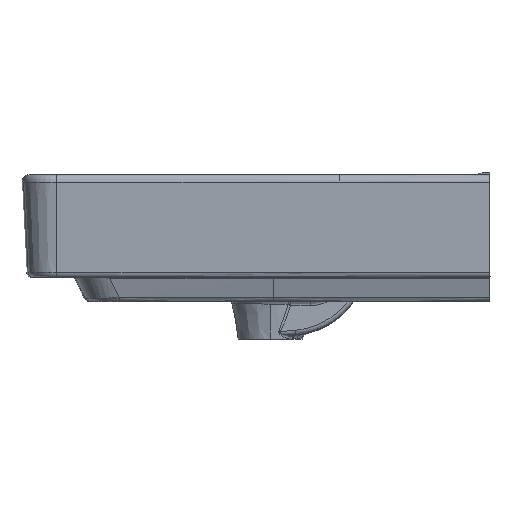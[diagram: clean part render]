
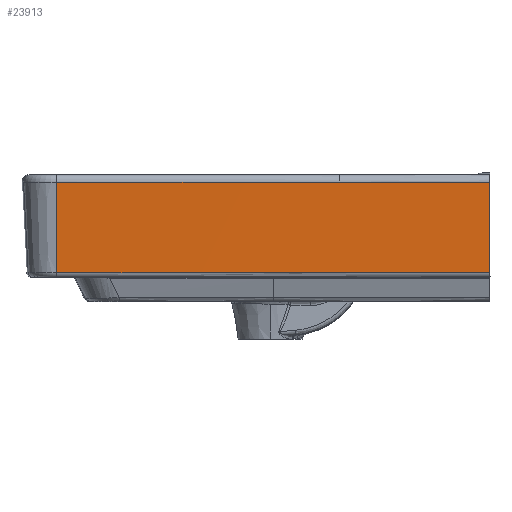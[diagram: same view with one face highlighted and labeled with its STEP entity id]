
A CAD part, left-side view. The second image highlights one B-rep face of the part: STEP entity #23913.
In plain terms, the highlighted conical face has half-angle 3 degrees and reference radius 14232.3 mm.
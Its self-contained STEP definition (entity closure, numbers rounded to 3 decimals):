
#18861=CARTESIAN_POINT('Vertex',(-347.591,-225.,117.697)) ;
#18864=CARTESIAN_POINT('Line Origine',(-345.168,-225.,71.467)) ;
#18868=CARTESIAN_POINT('Vertex',(-342.745,-225.,25.238)) ;
#21096=CARTESIAN_POINT('Vertex',(-349.342,-70.613,117.607)) ;
#21100=CARTESIAN_POINT('Control Point',(-349.342,-70.613,117.608)) ;
#21101=CARTESIAN_POINT('Control Point',(-349.25,-86.071,117.608)) ;
#21102=CARTESIAN_POINT('Control Point',(-349.137,-101.525,117.608)) ;
#21103=CARTESIAN_POINT('Control Point',(-348.913,-127.487,117.617)) ;
#21104=CARTESIAN_POINT('Control Point',(-348.63,-153.455,117.635)) ;
#21105=CARTESIAN_POINT('Control Point',(-348.223,-184.33,117.66)) ;
#21106=CARTESIAN_POINT('Control Point',(-347.998,-199.763,117.673)) ;
#21107=CARTESIAN_POINT('Control Point',(-347.754,-215.181,117.687)) ;
#21108=CARTESIAN_POINT('Control Point',(-347.673,-220.089,117.692)) ;
#21109=CARTESIAN_POINT('Control Point',(-347.591,-225.,117.697)) ;
#21129=CARTESIAN_POINT('Vertex',(-348.119,218.873,117.607)) ;
#21145=CARTESIAN_POINT('Vertex',(-343.278,218.803,25.238)) ;
#21148=CARTESIAN_POINT('Line Origine',(-131157.367,2102.114,2496365.417)) ;
#21187=CARTESIAN_POINT('Axis2P3D Location',(13882.25,14.,117.607)) ;
#21538=CARTESIAN_POINT('Axis2P3D Location',(13882.25,14.,25.238)) ;
#23901=CARTESIAN_POINT('Axis2P3D Location',(13882.25,14.,125.5)) ;
#18866=VECTOR('Line Direction',#18865,1.) ;
#21150=VECTOR('Line Direction',#21149,1.) ;
#18865=DIRECTION('Vector Direction',(0.052,0.,-0.999)) ;
#21149=DIRECTION('Vector Direction',(-0.052,0.001,0.999)) ;
#21188=DIRECTION('Axis2P3D Direction',(0.,0.,-1.)) ;
#21539=DIRECTION('Axis2P3D Direction',(0.,0.,-1.)) ;
#23902=DIRECTION('Axis2P3D Direction',(0.,0.,1.)) ;
#23903=DIRECTION('Axis2P3D XDirection',(-1.,0.014,0.)) ;
#21189=AXIS2_PLACEMENT_3D('Circle Axis2P3D',#21187,#21188,$) ;
#21540=AXIS2_PLACEMENT_3D('Circle Axis2P3D',#21538,#21539,$) ;
#23904=AXIS2_PLACEMENT_3D('Cone Axis2P3D',#23901,#23902,#23903) ;
#18867=LINE('Line',#18864,#18866) ;
#21151=LINE('Line',#21148,#21150) ;
#21190=CIRCLE('generated circle',#21189,14231.843) ;
#21541=CIRCLE('generated circle',#21540,14227.002) ;
#23905=CONICAL_SURFACE('Cone',#23904,14232.257,0.052) ;
#18870=EDGE_CURVE('',#18862,#18869,#18867,.T.) ;
#21110=EDGE_CURVE('',#18862,#21097,#21099,.F.) ;
#21152=EDGE_CURVE('',#21146,#21130,#21151,.T.) ;
#21191=EDGE_CURVE('',#21097,#21130,#21190,.T.) ;
#21542=EDGE_CURVE('',#21146,#18869,#21541,.F.) ;
#23907=ORIENTED_EDGE('',*,*,#21191,.T.) ;
#23908=ORIENTED_EDGE('',*,*,#21152,.F.) ;
#23909=ORIENTED_EDGE('',*,*,#21542,.T.) ;
#23910=ORIENTED_EDGE('',*,*,#18870,.F.) ;
#23911=ORIENTED_EDGE('',*,*,#21110,.T.) ;
#23906=EDGE_LOOP('',(#23907,#23908,#23909,#23910,#23911)) ;
#18862=VERTEX_POINT('',#18861) ;
#18869=VERTEX_POINT('',#18868) ;
#21097=VERTEX_POINT('',#21096) ;
#21130=VERTEX_POINT('',#21129) ;
#21146=VERTEX_POINT('',#21145) ;
#23913=ADVANCED_FACE('Hauptk\X2\00F6\X0\rper',(#23912),#23905,.T.) ;
#21099=B_SPLINE_CURVE_WITH_KNOTS('',5,(#21100,#21101,#21102,#21103,#21104,#21105,#21106,#21107,#21108,#21109),.UNSPECIFIED.,.F.,.U.,(6,2,2,6),(224.442,301.686,354.215,378.798),.UNSPECIFIED.) ;
#23912=FACE_OUTER_BOUND('',#23906,.T.) ;
